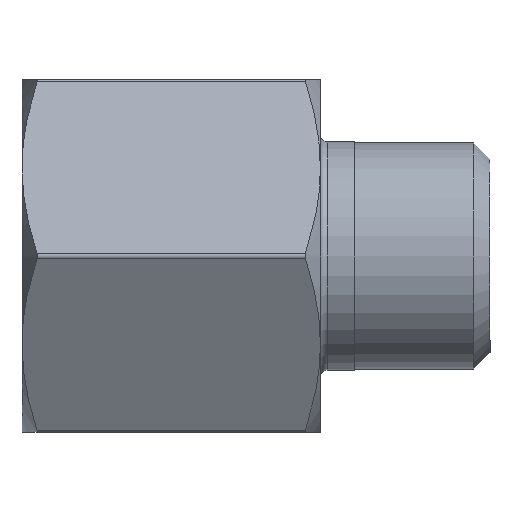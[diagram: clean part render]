
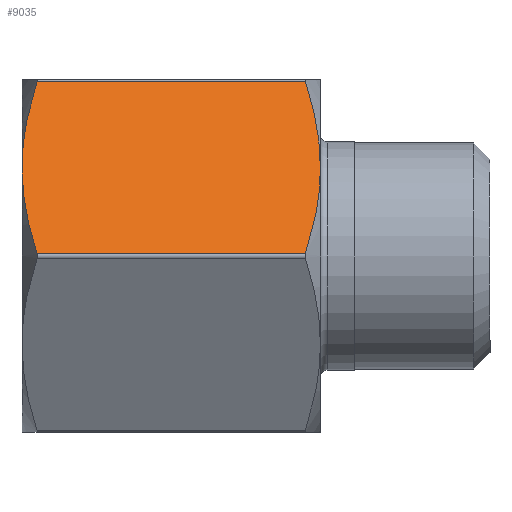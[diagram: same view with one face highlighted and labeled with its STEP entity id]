
A CAD part, front view. The second image highlights one B-rep face of the part: STEP entity #9035.
In plain terms, the highlighted planar face has unit normal (0, -0.866, 0.5).
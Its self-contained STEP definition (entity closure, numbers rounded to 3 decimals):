
#1362 = EDGE_CURVE ( 'NONE', #7957, #8008, #5867, .T. ) ;
#3408 = CARTESIAN_POINT ( 'NONE',  ( 22., -12.965, 3.544 ) ) ;
#3429 = CARTESIAN_POINT ( 'NONE',  ( 20.888, -14.925, 0.15 ) ) ;
#3433 = CARTESIAN_POINT ( 'NONE',  ( 22., -11.258, 6.5 ) ) ;
#4456 = CARTESIAN_POINT ( 'NONE',  ( 20.888, -14.925, 0.15 ) ) ;
#4502 = CARTESIAN_POINT ( 'NONE',  ( 0., -11.258, 6.5 ) ) ;
#4530 = CARTESIAN_POINT ( 'NONE',  ( 20.888, -7.592, 12.85 ) ) ;
#4534 = CARTESIAN_POINT ( 'NONE',  ( 1.112, -14.925, 0.15 ) ) ;
#4538 = CARTESIAN_POINT ( 'NONE',  ( 22., -11.258, 6.5 ) ) ;
#4576 = CARTESIAN_POINT ( 'NONE',  ( 1.112, -7.592, 12.85 ) ) ;
#5867 =( BOUNDED_CURVE ( )  B_SPLINE_CURVE ( 2, ( #3429, #3408, #3433 ),
 .UNSPECIFIED., .F., .T. ) 
 B_SPLINE_CURVE_WITH_KNOTS ( ( 3, 3 ),
 ( 0.318, 1.108 ),
 .UNSPECIFIED. ) 
 CURVE ( )  GEOMETRIC_REPRESENTATION_ITEM ( )  RATIONAL_B_SPLINE_CURVE ( ( 1.03, 1.052, 1. ) ) 
 REPRESENTATION_ITEM ( '' )  );
#6689 = PLANE ( 'NONE',  #9572 ) ;
#6722 = FACE_OUTER_BOUND ( 'NONE', #11945, .T. ) ;
#6738 = DIRECTION ( 'NONE',  ( 0., 0.5, 0.866 ) ) ;
#6748 = CARTESIAN_POINT ( 'NONE',  ( 11., -15.011, 0. ) ) ;
#6777 = DIRECTION ( 'NONE',  ( 0., -0.866, 0.5 ) ) ;
#7551 = CARTESIAN_POINT ( 'NONE',  ( 0., -9.552, 9.456 ) ) ;
#7559 = CARTESIAN_POINT ( 'NONE',  ( 0., -11.258, 6.5 ) ) ;
#7568 = CARTESIAN_POINT ( 'NONE',  ( 1.112, -7.592, 12.85 ) ) ;
#7581 = CARTESIAN_POINT ( 'NONE',  ( 0., -11.258, 6.5 ) ) ;
#7585 = CARTESIAN_POINT ( 'NONE',  ( 1.112, -14.925, 0.15 ) ) ;
#7586 = DIRECTION ( 'NONE',  ( -1., 0., 0. ) ) ;
#7595 = DIRECTION ( 'NONE',  ( 1., 0., 0. ) ) ;
#7597 = CARTESIAN_POINT ( 'NONE',  ( 11., -7.592, 12.85 ) ) ;
#7599 = CARTESIAN_POINT ( 'NONE',  ( 11., -14.925, 0.15 ) ) ;
#7614 = LINE ( 'NONE', #7599, #9714 ) ;
#7616 = CARTESIAN_POINT ( 'NONE',  ( 0., -12.965, 3.544 ) ) ;
#7617 = LINE ( 'NONE', #7597, #9698 ) ;
#7637 = CARTESIAN_POINT ( 'NONE',  ( 22., -9.552, 9.456 ) ) ;
#7650 = CARTESIAN_POINT ( 'NONE',  ( 20.888, -7.592, 12.85 ) ) ;
#7651 = CARTESIAN_POINT ( 'NONE',  ( 22., -11.258, 6.5 ) ) ;
#7957 = VERTEX_POINT ( 'NONE', #4456 ) ;
#8008 = VERTEX_POINT ( 'NONE', #4538 ) ;
#8009 = VERTEX_POINT ( 'NONE', #4502 ) ;
#8023 = VERTEX_POINT ( 'NONE', #4530 ) ;
#8024 = VERTEX_POINT ( 'NONE', #4534 ) ;
#8048 = VERTEX_POINT ( 'NONE', #4576 ) ;
#8520 = ORIENTED_EDGE ( 'NONE', *, *, #11884, .T. ) ;
#8542 = ORIENTED_EDGE ( 'NONE', *, *, #1362, .T. ) ;
#8562 = ORIENTED_EDGE ( 'NONE', *, *, #11867, .F. ) ;
#8567 = ORIENTED_EDGE ( 'NONE', *, *, #11862, .T. ) ;
#8583 = ORIENTED_EDGE ( 'NONE', *, *, #11870, .F. ) ;
#8591 = ORIENTED_EDGE ( 'NONE', *, *, #11869, .T. ) ;
#9035 = ADVANCED_FACE ( 'NONE', ( #6722 ), #6689, .T. ) ;
#9572 = AXIS2_PLACEMENT_3D ( 'NONE', #6748, #6777, #6738 ) ;
#9698 = VECTOR ( 'NONE', #7595, 1000. ) ;
#9714 = VECTOR ( 'NONE', #7586, 1000. ) ;
#9873 =( BOUNDED_CURVE ( )  B_SPLINE_CURVE ( 2, ( #7651, #7637, #7650 ),
 .UNSPECIFIED., .F., .T. ) 
 B_SPLINE_CURVE_WITH_KNOTS ( ( 3, 3 ),
 ( 1.108, 1.897 ),
 .UNSPECIFIED. ) 
 CURVE ( )  GEOMETRIC_REPRESENTATION_ITEM ( )  RATIONAL_B_SPLINE_CURVE ( ( 1., 1.052, 1.03 ) ) 
 REPRESENTATION_ITEM ( '' )  );
#9874 =( BOUNDED_CURVE ( )  B_SPLINE_CURVE ( 2, ( #7581, #7616, #7585 ),
 .UNSPECIFIED., .F., .T. ) 
 B_SPLINE_CURVE_WITH_KNOTS ( ( 3, 3 ),
 ( 1.108, 1.897 ),
 .UNSPECIFIED. ) 
 CURVE ( )  GEOMETRIC_REPRESENTATION_ITEM ( )  RATIONAL_B_SPLINE_CURVE ( ( 1., 1.052, 1.03 ) ) 
 REPRESENTATION_ITEM ( '' )  );
#9885 =( BOUNDED_CURVE ( )  B_SPLINE_CURVE ( 2, ( #7568, #7551, #7559 ),
 .UNSPECIFIED., .F., .T. ) 
 B_SPLINE_CURVE_WITH_KNOTS ( ( 3, 3 ),
 ( 0.318, 1.108 ),
 .UNSPECIFIED. ) 
 CURVE ( )  GEOMETRIC_REPRESENTATION_ITEM ( )  RATIONAL_B_SPLINE_CURVE ( ( 1.03, 1.052, 1. ) ) 
 REPRESENTATION_ITEM ( '' )  );
#11862 = EDGE_CURVE ( 'NONE', #8048, #8009, #9885, .T. ) ;
#11867 = EDGE_CURVE ( 'NONE', #8048, #8023, #7617, .T. ) ;
#11869 = EDGE_CURVE ( 'NONE', #8009, #8024, #9874, .T. ) ;
#11870 = EDGE_CURVE ( 'NONE', #7957, #8024, #7614, .T. ) ;
#11884 = EDGE_CURVE ( 'NONE', #8008, #8023, #9873, .T. ) ;
#11945 = EDGE_LOOP ( 'NONE', ( #8583, #8542, #8520, #8562, #8567, #8591 ) ) ;
